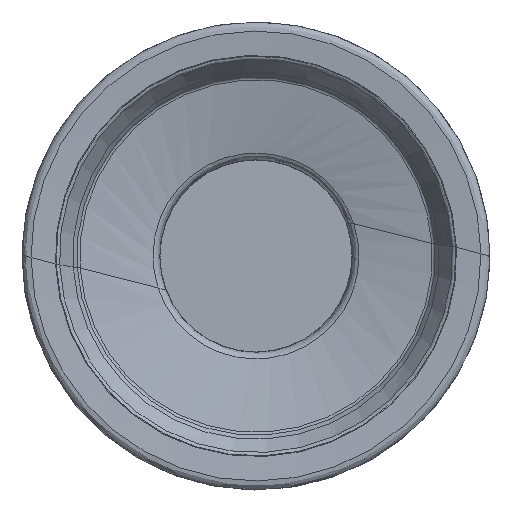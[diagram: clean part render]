
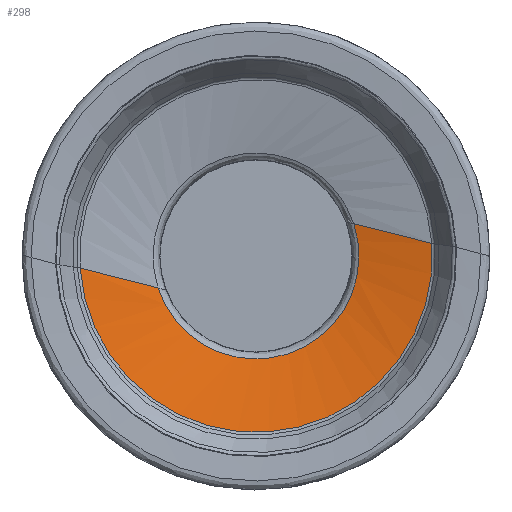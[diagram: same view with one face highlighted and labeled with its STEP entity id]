
A CAD part, left-side view. The second image highlights one B-rep face of the part: STEP entity #298.
In plain terms, the highlighted free-form (B-spline) face has degree [1, 3] with [2, 7] control points.
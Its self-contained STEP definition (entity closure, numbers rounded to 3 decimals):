
#40=LINE('',#1591,#64);
#41=LINE('',#1592,#65);
#64=VECTOR('',#1226,1.);
#65=VECTOR('',#1227,1.);
#115=(
BOUNDED_SURFACE()
B_SPLINE_SURFACE(1,3,((#2015,#2016,#2017,#2018,#2019,#2020,#2021),(#2022,
#2023,#2024,#2025,#2026,#2027,#2028)),.UNSPECIFIED.,.F.,.F.,.F.)
B_SPLINE_SURFACE_WITH_KNOTS((2,2),(4,3,4),(0.,1.),(0.,0.5,1.),
 .UNSPECIFIED.)
GEOMETRIC_REPRESENTATION_ITEM()
RATIONAL_B_SPLINE_SURFACE(((1.,0.804,0.804,1.,0.804,
0.804,1.),(1.,0.804,0.804,1.,0.804,
0.804,1.)))
REPRESENTATION_ITEM('')
SURFACE()
);
#205=FACE_OUTER_BOUND('',#445,.T.);
#298=ADVANCED_FACE('',(#205),#115,.F.);
#445=EDGE_LOOP('',(#634,#635,#636,#637));
#634=ORIENTED_EDGE('',*,*,#823,.F.);
#635=ORIENTED_EDGE('',*,*,#878,.F.);
#636=ORIENTED_EDGE('',*,*,#824,.F.);
#637=ORIENTED_EDGE('',*,*,#877,.T.);
#740=VERTEX_POINT('',#1568);
#741=VERTEX_POINT('',#1569);
#742=VERTEX_POINT('',#1589);
#743=VERTEX_POINT('',#1590);
#823=EDGE_CURVE('',#742,#740,#40,.T.);
#824=EDGE_CURVE('',#741,#743,#41,.T.);
#877=EDGE_CURVE('',#741,#740,#949,.T.);
#878=EDGE_CURVE('',#743,#742,#950,.T.);
#949=CIRCLE('',#1067,7.535);
#950=CIRCLE('',#1068,4.401);
#1067=AXIS2_PLACEMENT_3D('',#1985,#1310,#1311);
#1068=AXIS2_PLACEMENT_3D('',#2014,#1312,#1313);
#1226=DIRECTION('',(-0.188,-0.952,-0.24));
#1227=DIRECTION('',(0.188,-0.952,-0.243));
#1310=DIRECTION('',(-1.,0.,0.));
#1311=DIRECTION('',(0.,0.998,-0.069));
#1312=DIRECTION('',(-1.,0.,0.));
#1313=DIRECTION('',(0.,0.95,-0.311));
#1568=CARTESIAN_POINT('',(1.474,-7.516,0.544));
#1569=CARTESIAN_POINT('',(1.474,7.517,-0.519));
#1589=CARTESIAN_POINT('',(2.134,-4.178,1.383));
#1590=CARTESIAN_POINT('',(2.134,4.182,-1.369));
#1591=CARTESIAN_POINT('',(2.134,-4.178,1.383));
#1592=CARTESIAN_POINT('',(2.134,4.182,-1.369));
#1985=CARTESIAN_POINT('',(1.474,0.,0.));
#2014=CARTESIAN_POINT('',(2.134,0.,0.));
#2015=CARTESIAN_POINT('',(1.474,7.517,-0.519));
#2016=CARTESIAN_POINT('',(1.474,7.213,-4.928));
#2017=CARTESIAN_POINT('',(1.474,3.878,-7.828));
#2018=CARTESIAN_POINT('',(1.474,-0.531,-7.517));
#2019=CARTESIAN_POINT('',(1.474,-4.94,-7.205));
#2020=CARTESIAN_POINT('',(1.474,-7.835,-3.865));
#2021=CARTESIAN_POINT('',(1.474,-7.516,0.544));
#2022=CARTESIAN_POINT('',(2.134,4.182,-1.369));
#2023=CARTESIAN_POINT('',(2.134,3.379,-3.822));
#2024=CARTESIAN_POINT('',(2.134,1.076,-4.987));
#2025=CARTESIAN_POINT('',(2.134,-1.376,-4.18));
#2026=CARTESIAN_POINT('',(2.134,-3.828,-3.373));
#2027=CARTESIAN_POINT('',(2.134,-4.989,-1.067));
#2028=CARTESIAN_POINT('',(2.134,-4.178,1.383));
